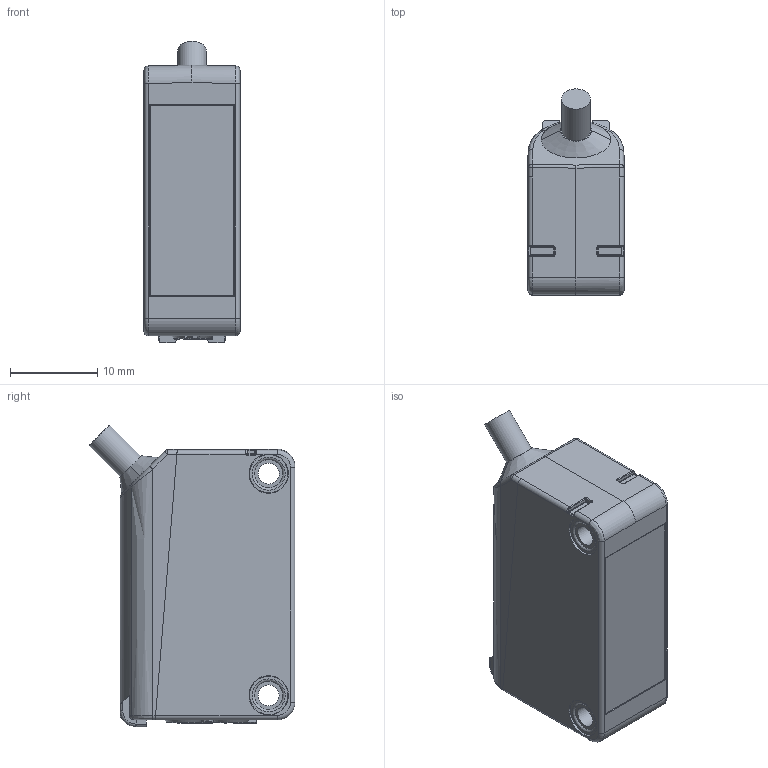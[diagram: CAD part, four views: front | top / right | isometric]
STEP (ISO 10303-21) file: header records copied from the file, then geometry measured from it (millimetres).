
FILE_DESCRIPTION(/* description */ (''),/* implementation_level */ '2;1');
FILE_NAME(/* name */ 'Pepperl-Fuchs-ML100-8-1000-RT.stp',/* time_stamp */ '2015-07-25T16:34:17+03:00',/* author */ ('MONSTER'),/* organization */ (''),/* preprocessor_version */ 'ST-DEVELOPER v15.6',/* originating_system */ 'Autodesk Inventor 2015',/* authorisation */ '');
FILE_SCHEMA (('AUTOMOTIVE_DESIGN { 1 0 10303 214 3 1 1 }'));
Length unit declared in the file: millimetre
Products named in the file (1): Pepperl-Fuchs-ML100-8-1000-RT
Bounding box: 11 x 23.57 x 34.55 mm (x, y, z)
Volume: 6361.8 mm3; surface area: 2521.1 mm2
Topology: 1 solids, 1 shells, 389 faces, 971 edges, 616 vertices
Faces by surface type: plane 160, cylinder 113, torus 47, bspline 41, sphere 16, cone 12
Full cylindrical faces by diameter (mm): 2.4 x2, 3.3 x1, 4.4 x2, 4.5 x2
Entity records: 14153 total; most frequent: CARTESIAN_POINT 4934, DIRECTION 1934, ORIENTED_EDGE 1878, EDGE_CURVE 939, AXIS2_PLACEMENT_3D 723, VERTEX_POINT 577, LINE 488, VECTOR 488
